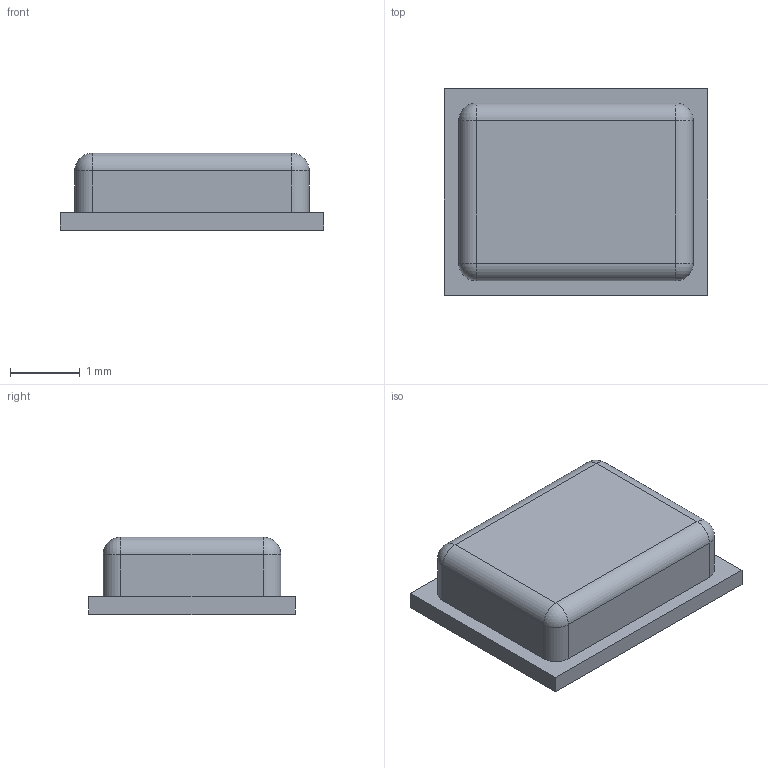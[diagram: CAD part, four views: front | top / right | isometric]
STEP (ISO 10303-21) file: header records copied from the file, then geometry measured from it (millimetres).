
FILE_DESCRIPTION(/* description */ (''),/* implementation_level */ '2;1');
FILE_NAME(/* name */ 'PMM-3738-VM1000-R.stp',/* time_stamp */ '2019-02-11T14:18:45-05:00',/* author */ ('VanDenBroek'),/* organization */ (''),/* preprocessor_version */ 'ST-DEVELOPER v16.1',/* originating_system */ 'Autodesk Inventor 2016',/* authorisation */ '');
FILE_SCHEMA (('AUTOMOTIVE_DESIGN { 1 0 10303 214 3 1 1 }'));
Length unit declared in the file: millimetre
Products named in the file (3): PCB_Ä¬ÈÏ; ¿Ç×Ó_Ä¬ÈÏ; PMM-3738-VM1000-R
Assembly tree (2 placements, depth 2):
  PMM-3738-VM1000-R
    PCB_Ä¬ÈÏ
    ¿Ç×Ó_Ä¬ÈÏ
Bounding box: 3.76 x 2.95 x 1.11 mm (x, y, z)
Volume: 5 mm3; surface area: 57.6 mm2
Topology: 2 solids, 2 shells, 61 faces, 163 edges, 126 vertices
Faces by surface type: plane 27, cylinder 26, sphere 8
Full cylindrical faces by diameter (mm): 0.46 x4, 0.6 x1, 0.65 x2, 0.75 x1
Entity records: 1906 total; most frequent: DIRECTION 350, CARTESIAN_POINT 323, ORIENTED_EDGE 224, AXIS2_PLACEMENT_3D 137, EDGE_CURVE 112, EDGE_LOOP 80, LINE 76, VECTOR 76
